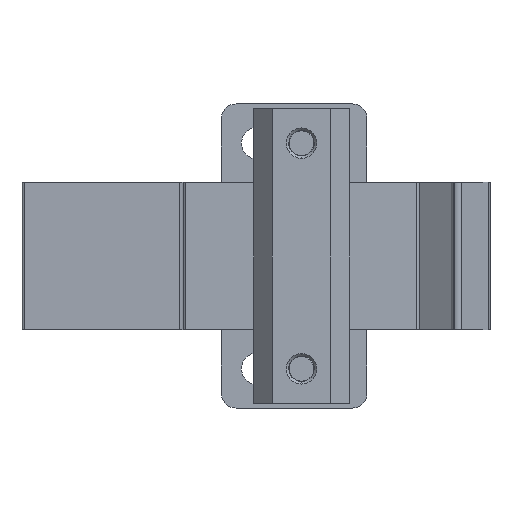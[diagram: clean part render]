
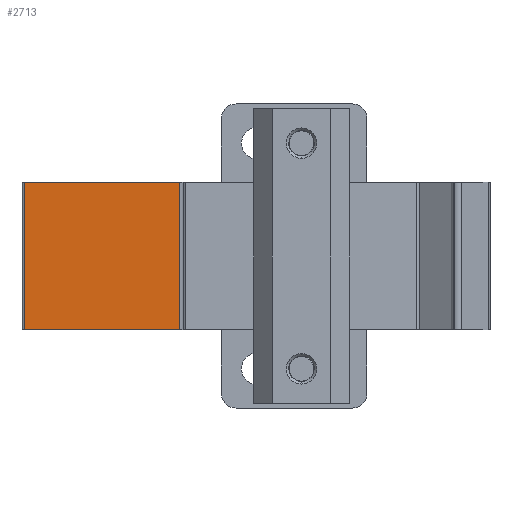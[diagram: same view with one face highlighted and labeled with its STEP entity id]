
A CAD part, front view. The second image highlights one B-rep face of the part: STEP entity #2713.
In plain terms, the highlighted face is planar.
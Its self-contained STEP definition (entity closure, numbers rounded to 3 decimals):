
#298 = CARTESIAN_POINT ( 'NONE',  ( -6.144, 2.421, 15. ) ) ;
#499 = CARTESIAN_POINT ( 'NONE',  ( 25.521, 3.779, -15. ) ) ;
#669 = LINE ( 'NONE', #1440, #1778 ) ;
#749 = ORIENTED_EDGE ( 'NONE', *, *, #1949, .T. ) ;
#860 = ORIENTED_EDGE ( 'NONE', *, *, #6217, .F. ) ;
#1145 = VECTOR ( 'NONE', #4962, 1000. ) ;
#1298 = LINE ( 'NONE', #4478, #1145 ) ;
#1406 = EDGE_CURVE ( 'NONE', #3437, #5663, #669, .T. ) ;
#1440 = CARTESIAN_POINT ( 'NONE',  ( 26., 3.8, 15. ) ) ;
#1547 = PLANE ( 'NONE',  #5373 ) ;
#1660 = CARTESIAN_POINT ( 'NONE',  ( 25.521, 3.779, -15. ) ) ;
#1778 = VECTOR ( 'NONE', #1926, 1000. ) ;
#1898 = VERTEX_POINT ( 'NONE', #5731 ) ;
#1926 = DIRECTION ( 'NONE',  ( -0.999, -0.043, 0. ) ) ;
#1949 = EDGE_CURVE ( 'NONE', #3489, #3437, #2079, .T. ) ;
#2037 = DIRECTION ( 'NONE',  ( -0.043, 0.999, 0. ) ) ;
#2079 = LINE ( 'NONE', #499, #5600 ) ;
#2107 = CARTESIAN_POINT ( 'NONE',  ( 25.521, 3.779, 15. ) ) ;
#2665 = FACE_OUTER_BOUND ( 'NONE', #5972, .T. ) ;
#2713 = ADVANCED_FACE ( 'NONE', ( #2665 ), #1547, .F. ) ;
#3349 = EDGE_CURVE ( 'NONE', #5663, #1898, #1298, .T. ) ;
#3437 = VERTEX_POINT ( 'NONE', #2107 ) ;
#3489 = VERTEX_POINT ( 'NONE', #1660 ) ;
#3897 = CARTESIAN_POINT ( 'NONE',  ( 26., 3.8, -15. ) ) ;
#4148 = ORIENTED_EDGE ( 'NONE', *, *, #3349, .T. ) ;
#4206 = LINE ( 'NONE', #3897, #5172 ) ;
#4338 = ORIENTED_EDGE ( 'NONE', *, *, #1406, .T. ) ;
#4381 = DIRECTION ( 'NONE',  ( -0.999, -0.043, 0. ) ) ;
#4478 = CARTESIAN_POINT ( 'NONE',  ( -6.144, 2.421, -15. ) ) ;
#4962 = DIRECTION ( 'NONE',  ( 0., 0., -1. ) ) ;
#5172 = VECTOR ( 'NONE', #4381, 1000. ) ;
#5373 = AXIS2_PLACEMENT_3D ( 'NONE', #5375, #2037, #5397 ) ;
#5375 = CARTESIAN_POINT ( 'NONE',  ( 26., 3.8, -15. ) ) ;
#5397 = DIRECTION ( 'NONE',  ( -0.999, -0.043, 0. ) ) ;
#5600 = VECTOR ( 'NONE', #5757, 1000. ) ;
#5663 = VERTEX_POINT ( 'NONE', #298 ) ;
#5731 = CARTESIAN_POINT ( 'NONE',  ( -6.144, 2.421, -15. ) ) ;
#5757 = DIRECTION ( 'NONE',  ( 0., 0., 1. ) ) ;
#5972 = EDGE_LOOP ( 'NONE', ( #4338, #4148, #860, #749 ) ) ;
#6217 = EDGE_CURVE ( 'NONE', #3489, #1898, #4206, .T. ) ;
